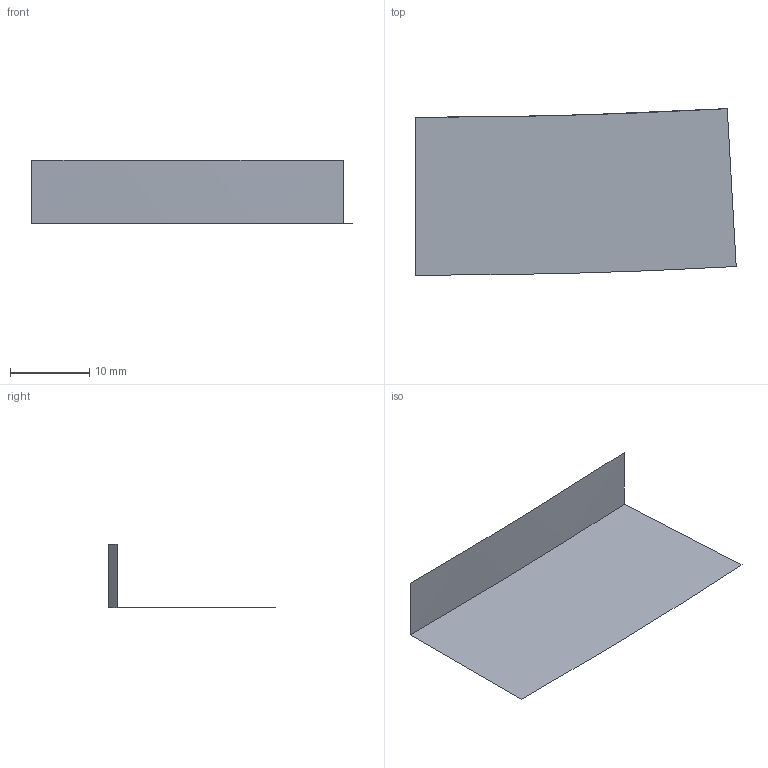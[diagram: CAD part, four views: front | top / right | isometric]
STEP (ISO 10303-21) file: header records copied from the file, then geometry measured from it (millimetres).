
FILE_DESCRIPTION(/* description */ (''),/* implementation_level */ '2;1');
FILE_NAME(/* name */ 'mould.stp',/* time_stamp */ '2024-03-21T03:42:56+08:00',/* author */ (''),/* organization */ (''),/* preprocessor_version */ 'ST-DEVELOPER v18.1',/* originating_system */ 'SIEMENS PLM Software NX 1953',/* authorisation */ '');
FILE_SCHEMA (('AUTOMOTIVE_DESIGN { 1 0 10303 214 3 1 1 1 }'));
Length unit declared in the file: millimetre
Products named in the file (1): Admi14C4E7E1nw3a
Bounding box: 40.55 x 21.1 x 8 mm (x, y, z)
Surface area: 1115.5 mm2 (no closed solid volume)
Topology: 0 solids, 1 shells, 2 faces, 7 edges, 6 vertices
Faces by surface type: bspline 2
Entity records: 118 total; most frequent: CARTESIAN_POINT 43, ORIENTED_EDGE 8, EDGE_CURVE 7, B_SPLINE_CURVE_WITH_KNOTS 7, VERTEX_POINT 6, PROPERTY_DEFINITION_REPRESENTATION 2, REPRESENTATION 2, PROPERTY_DEFINITION 2
